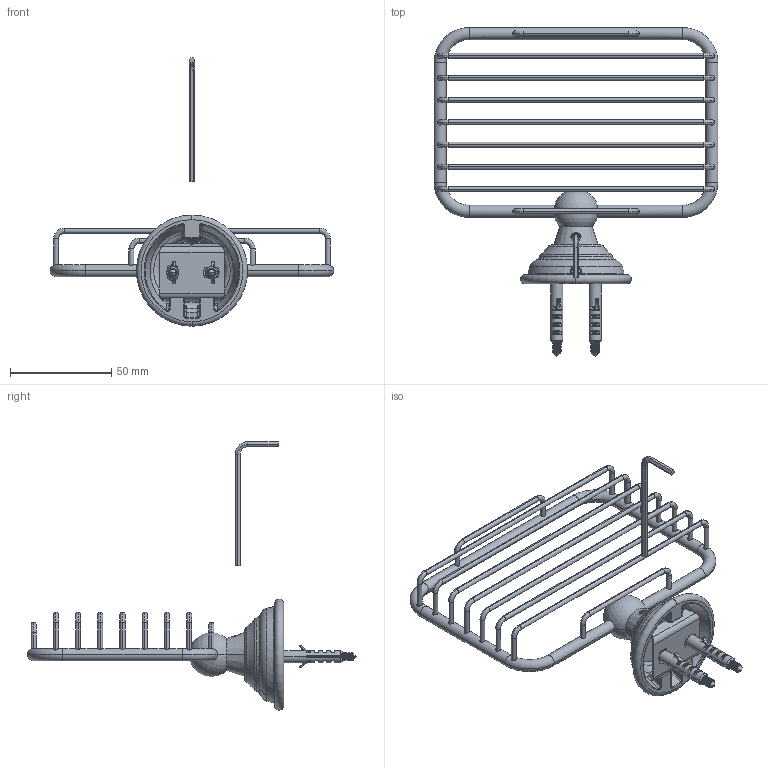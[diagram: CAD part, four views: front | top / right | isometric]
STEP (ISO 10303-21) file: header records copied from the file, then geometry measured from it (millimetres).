
FILE_DESCRIPTION((''),'2;1');
FILE_NAME('JCA0109CH_ASM','2021-07-23T16:33:23',('25393'),(''),'CREO PARAMETRIC BY PTC INC, 2018020','CREO PARAMETRIC BY PTC INC, 2018020','');
FILE_SCHEMA(('CONFIG_CONTROL_DESIGN'));
Length unit declared in the file: millimetre
Products named in the file (14): 2005001-012; 2004109-072; 2004109-102; 2004109-051_ASM; 2004109-062; 2004109-063; 2004109-271_ASM; 7005025-022; ZG-4_2X38-YDS; JD-S6; DS-M5X7-J; S2_5; DS-M5X10-J; JCA0109CH_ASM
Assembly tree (22 placements, depth 4):
  JCA0109CH_ASM
    2005001-012
    2004109-271_ASM
      2004109-051_ASM
        2004109-072
        2004109-102
      2004109-062  x7
      2004109-063  x2
    7005025-022
    ZG-4_2X38-YDS  x2
    JD-S6  x2
    DS-M5X7-J
    S2_5
    DS-M5X10-J
Bounding box: 140.5 x 162.79 x 132.85 mm (x, y, z)
Volume: 39918.1 mm3; surface area: 37440.3 mm2
Topology: 20 solids, 20 shells, 994 faces, 2492 edges, 1515 vertices
Faces by surface type: cylinder 417, plane 216, bspline 167, torus 96, cone 74, sphere 24
Entity records: 38517 total; most frequent: CARTESIAN_POINT 24207, ORIENTED_EDGE 3158, DIRECTION 2544, EDGE_CURVE 1579, VERTEX_POINT 986, AXIS2_PLACEMENT_3D 970, EDGE_LOOP 683, FACE_OUTER_BOUND 640
